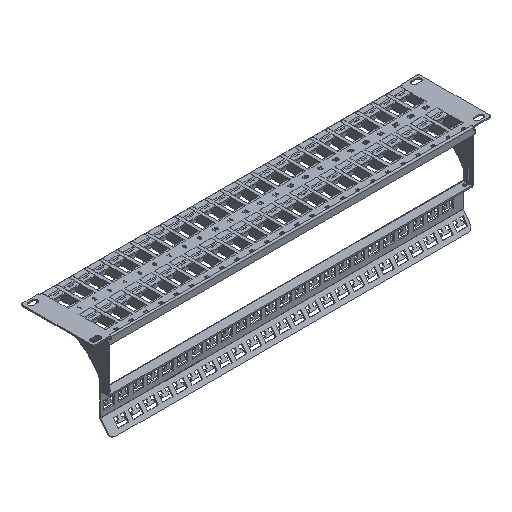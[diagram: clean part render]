
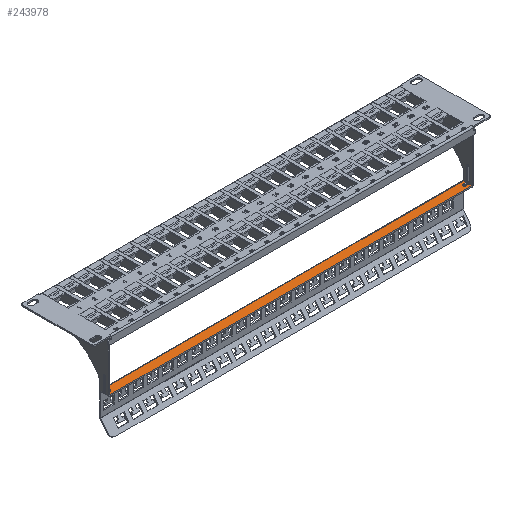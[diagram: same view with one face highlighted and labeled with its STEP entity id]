
A CAD part, isometric view. The second image highlights one B-rep face of the part: STEP entity #243978.
In plain terms, the highlighted face is planar.
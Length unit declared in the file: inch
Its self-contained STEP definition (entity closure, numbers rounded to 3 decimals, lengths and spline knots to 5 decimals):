
#99 = CARTESIAN_POINT ( 'NONE',  ( -8.64, -0.2094, 0. ) ) ;
#1139 = EDGE_CURVE ( 'NONE', #83277, #23736, #214897, .T. ) ;
#4213 = ORIENTED_EDGE ( 'NONE', *, *, #143230, .F. ) ;
#4767 = VERTEX_POINT ( 'NONE', #159861 ) ;
#10615 = FACE_OUTER_BOUND ( 'NONE', #62861, .T. ) ;
#11346 = DIRECTION ( 'NONE',  ( 0., 1., 0. ) ) ;
#11562 = LINE ( 'NONE', #118324, #21228 ) ;
#11987 = EDGE_CURVE ( 'NONE', #269271, #46189, #26290, .T. ) ;
#12053 = DIRECTION ( 'NONE',  ( -1., 0., 0. ) ) ;
#14862 = LINE ( 'NONE', #118610, #31019 ) ;
#20696 = CARTESIAN_POINT ( 'NONE',  ( 8.4905, -0.3404, 0. ) ) ;
#21228 = VECTOR ( 'NONE', #135729, 39.37008 ) ;
#23248 = CARTESIAN_POINT ( 'NONE',  ( 8.65, -0.48, 0. ) ) ;
#23302 = VERTEX_POINT ( 'NONE', #20696 ) ;
#23416 = VECTOR ( 'NONE', #190503, 39.37008 ) ;
#23736 = VERTEX_POINT ( 'NONE', #267790 ) ;
#26290 = LINE ( 'NONE', #32913, #166131 ) ;
#30383 = CARTESIAN_POINT ( 'NONE',  ( 8.64, -0.48, 0. ) ) ;
#31019 = VECTOR ( 'NONE', #136041, 39.37008 ) ;
#32913 = CARTESIAN_POINT ( 'NONE',  ( -8.4625, -0.3404, 0. ) ) ;
#33176 = DIRECTION ( 'NONE',  ( 1., 0., 0. ) ) ;
#36513 = CARTESIAN_POINT ( 'NONE',  ( 8.4905, -0.2844, 0. ) ) ;
#36541 = LINE ( 'NONE', #102050, #267513 ) ;
#37322 = AXIS2_PLACEMENT_3D ( 'NONE', #227127, #245395, #140723 ) ;
#40758 = VERTEX_POINT ( 'NONE', #235039 ) ;
#43597 = DIRECTION ( 'NONE',  ( -1., 0., 0. ) ) ;
#46189 = VERTEX_POINT ( 'NONE', #211222 ) ;
#49912 = CARTESIAN_POINT ( 'NONE',  ( 8.65, -0.48, 0. ) ) ;
#51736 = VERTEX_POINT ( 'NONE', #153075 ) ;
#55575 = AXIS2_PLACEMENT_3D ( 'NONE', #241431, #242310, #33176 ) ;
#56861 = LINE ( 'NONE', #225167, #225974 ) ;
#58264 = VERTEX_POINT ( 'NONE', #204289 ) ;
#58724 = EDGE_CURVE ( 'NONE', #40758, #63991, #183287, .T. ) ;
#60001 = AXIS2_PLACEMENT_3D ( 'NONE', #36513, #120914, #140979 ) ;
#62861 = EDGE_LOOP ( 'NONE', ( #216464, #68903, #178453, #127634, #264268, #181994, #4213, #109942, #132266, #217459, #117163, #252069, #113762, #235771, #203652, #90347 ) ) ;
#63818 = EDGE_CURVE ( 'NONE', #40758, #46189, #243844, .T. ) ;
#63991 = VERTEX_POINT ( 'NONE', #125135 ) ;
#68903 = ORIENTED_EDGE ( 'NONE', *, *, #190448, .T. ) ;
#74712 = CARTESIAN_POINT ( 'NONE',  ( 8.65, -0.2094, 0. ) ) ;
#76413 = DIRECTION ( 'NONE',  ( 1., 0., 0. ) ) ;
#78450 = DIRECTION ( 'NONE',  ( -1., 0., 0. ) ) ;
#83277 = VERTEX_POINT ( 'NONE', #260403 ) ;
#83409 = VERTEX_POINT ( 'NONE', #95663 ) ;
#86815 = CARTESIAN_POINT ( 'NONE',  ( 8.4345, -0.3124, 0. ) ) ;
#90347 = ORIENTED_EDGE ( 'NONE', *, *, #58724, .T. ) ;
#91184 = VECTOR ( 'NONE', #177605, 39.37008 ) ;
#91607 = PLANE ( 'NONE',  #163447 ) ;
#95663 = CARTESIAN_POINT ( 'NONE',  ( 8.64, -0.48, 0. ) ) ;
#102050 = CARTESIAN_POINT ( 'NONE',  ( 8.65, -0.0698, 0. ) ) ;
#108000 = DIRECTION ( 'NONE',  ( 1., 0., 0. ) ) ;
#109942 = ORIENTED_EDGE ( 'NONE', *, *, #163108, .T. ) ;
#110154 = CIRCLE ( 'NONE', #60001, 0.056 ) ;
#111001 = LINE ( 'NONE', #74712, #130555 ) ;
#113762 = ORIENTED_EDGE ( 'NONE', *, *, #158792, .F. ) ;
#114660 = DIRECTION ( 'NONE',  ( 1., 0., 0. ) ) ;
#116707 = LINE ( 'NONE', #23248, #256721 ) ;
#117163 = ORIENTED_EDGE ( 'NONE', *, *, #135782, .F. ) ;
#118324 = CARTESIAN_POINT ( 'NONE',  ( 8.64, -0.48, 0. ) ) ;
#118610 = CARTESIAN_POINT ( 'NONE',  ( -8.64, -0.0698, 0. ) ) ;
#118991 = CARTESIAN_POINT ( 'NONE',  ( -8.4905, -0.2654, 0. ) ) ;
#120914 = DIRECTION ( 'NONE',  ( 0., 0., -1. ) ) ;
#125135 = CARTESIAN_POINT ( 'NONE',  ( -8.4345, -0.2654, 0. ) ) ;
#127634 = ORIENTED_EDGE ( 'NONE', *, *, #182858, .F. ) ;
#130050 = VERTEX_POINT ( 'NONE', #268107 ) ;
#130555 = VECTOR ( 'NONE', #12053, 39.37008 ) ;
#132266 = ORIENTED_EDGE ( 'NONE', *, *, #138869, .F. ) ;
#135729 = DIRECTION ( 'NONE',  ( 0., 1., 0. ) ) ;
#135782 = EDGE_CURVE ( 'NONE', #83409, #231085, #11562, .T. ) ;
#136041 = DIRECTION ( 'NONE',  ( 0., -1., 0. ) ) ;
#138869 = EDGE_CURVE ( 'NONE', #23302, #228376, #110154, .T. ) ;
#140723 = DIRECTION ( 'NONE',  ( 1., 0., 0. ) ) ;
#140979 = DIRECTION ( 'NONE',  ( 1., 0., 0. ) ) ;
#143230 = EDGE_CURVE ( 'NONE', #58264, #130050, #252121, .T. ) ;
#149526 = CARTESIAN_POINT ( 'NONE',  ( 8.64, -0.3404, 0. ) ) ;
#149569 = CARTESIAN_POINT ( 'NONE',  ( 8.65, -0.3404, 0. ) ) ;
#153075 = CARTESIAN_POINT ( 'NONE',  ( -8.64, -0.48, 0. ) ) ;
#158792 = EDGE_CURVE ( 'NONE', #269271, #51736, #56861, .T. ) ;
#159861 = CARTESIAN_POINT ( 'NONE',  ( -8.4905, -0.2094, 0. ) ) ;
#163108 = EDGE_CURVE ( 'NONE', #58264, #228376, #201991, .T. ) ;
#163447 = AXIS2_PLACEMENT_3D ( 'NONE', #49912, #235367, #108000 ) ;
#166131 = VECTOR ( 'NONE', #114660, 39.37008 ) ;
#168076 = VERTEX_POINT ( 'NONE', #220404 ) ;
#177605 = DIRECTION ( 'NONE',  ( 0., 1., 0. ) ) ;
#178331 = EDGE_CURVE ( 'NONE', #4767, #63991, #226933, .T. ) ;
#178453 = ORIENTED_EDGE ( 'NONE', *, *, #202182, .F. ) ;
#180024 = DIRECTION ( 'NONE',  ( 0., 0., -1. ) ) ;
#181994 = ORIENTED_EDGE ( 'NONE', *, *, #195359, .T. ) ;
#182233 = CARTESIAN_POINT ( 'NONE',  ( 8.4345, -0.2844, 0. ) ) ;
#182858 = EDGE_CURVE ( 'NONE', #23736, #168076, #36541, .T. ) ;
#183287 = LINE ( 'NONE', #259594, #238678 ) ;
#184399 = CARTESIAN_POINT ( 'NONE',  ( -8.64, -0.3404, 0. ) ) ;
#185871 = VECTOR ( 'NONE', #191389, 39.37008 ) ;
#189307 = LINE ( 'NONE', #149569, #23416 ) ;
#190448 = EDGE_CURVE ( 'NONE', #4767, #222213, #243843, .T. ) ;
#190503 = DIRECTION ( 'NONE',  ( 1., 0., 0. ) ) ;
#191389 = DIRECTION ( 'NONE',  ( 0., -1., 0. ) ) ;
#195359 = EDGE_CURVE ( 'NONE', #83277, #130050, #111001, .T. ) ;
#200477 = EDGE_CURVE ( 'NONE', #83409, #51736, #116707, .T. ) ;
#201991 = LINE ( 'NONE', #86815, #185871 ) ;
#202182 = EDGE_CURVE ( 'NONE', #168076, #222213, #14862, .T. ) ;
#203652 = ORIENTED_EDGE ( 'NONE', *, *, #63818, .F. ) ;
#204197 = AXIS2_PLACEMENT_3D ( 'NONE', #118991, #180024, #76413 ) ;
#204289 = CARTESIAN_POINT ( 'NONE',  ( 8.4345, -0.2654, 0. ) ) ;
#209638 = DIRECTION ( 'NONE',  ( -1., 0., 0. ) ) ;
#211222 = CARTESIAN_POINT ( 'NONE',  ( -8.4905, -0.3404, 0. ) ) ;
#214897 = LINE ( 'NONE', #30383, #91184 ) ;
#216464 = ORIENTED_EDGE ( 'NONE', *, *, #178331, .F. ) ;
#217459 = ORIENTED_EDGE ( 'NONE', *, *, #233603, .T. ) ;
#220404 = CARTESIAN_POINT ( 'NONE',  ( -8.64, -0.0698, 0. ) ) ;
#222213 = VERTEX_POINT ( 'NONE', #246493 ) ;
#225167 = CARTESIAN_POINT ( 'NONE',  ( -8.64, -0.0698, 0. ) ) ;
#225974 = VECTOR ( 'NONE', #246127, 39.37008 ) ;
#226933 = CIRCLE ( 'NONE', #204197, 0.056 ) ;
#227127 = CARTESIAN_POINT ( 'NONE',  ( -8.4905, -0.2844, 0. ) ) ;
#228376 = VERTEX_POINT ( 'NONE', #182233 ) ;
#231085 = VERTEX_POINT ( 'NONE', #149526 ) ;
#233603 = EDGE_CURVE ( 'NONE', #23302, #231085, #189307, .T. ) ;
#234111 = VECTOR ( 'NONE', #43597, 39.37008 ) ;
#235039 = CARTESIAN_POINT ( 'NONE',  ( -8.4345, -0.2844, 0. ) ) ;
#235367 = DIRECTION ( 'NONE',  ( 0., 0., 1. ) ) ;
#235771 = ORIENTED_EDGE ( 'NONE', *, *, #11987, .T. ) ;
#238678 = VECTOR ( 'NONE', #11346, 39.37008 ) ;
#241431 = CARTESIAN_POINT ( 'NONE',  ( 8.4905, -0.2654, 0. ) ) ;
#242310 = DIRECTION ( 'NONE',  ( 0., 0., -1. ) ) ;
#243844 = CIRCLE ( 'NONE', #37322, 0.056 ) ;
#243843 = LINE ( 'NONE', #99, #234111 ) ;
#243978 = ADVANCED_FACE ( 'NONE', ( #10615 ), #91607, .F. ) ;
#245395 = DIRECTION ( 'NONE',  ( 0., 0., -1. ) ) ;
#246127 = DIRECTION ( 'NONE',  ( 0., -1., 0. ) ) ;
#246493 = CARTESIAN_POINT ( 'NONE',  ( -8.64, -0.2094, 0. ) ) ;
#252069 = ORIENTED_EDGE ( 'NONE', *, *, #200477, .T. ) ;
#252121 = CIRCLE ( 'NONE', #55575, 0.056 ) ;
#256721 = VECTOR ( 'NONE', #209638, 39.37008 ) ;
#259594 = CARTESIAN_POINT ( 'NONE',  ( -8.4345, -0.48, 0. ) ) ;
#260403 = CARTESIAN_POINT ( 'NONE',  ( 8.64, -0.2094, 0. ) ) ;
#264268 = ORIENTED_EDGE ( 'NONE', *, *, #1139, .F. ) ;
#267513 = VECTOR ( 'NONE', #78450, 39.37008 ) ;
#267790 = CARTESIAN_POINT ( 'NONE',  ( 8.64, -0.0698, 0. ) ) ;
#268107 = CARTESIAN_POINT ( 'NONE',  ( 8.4905, -0.2094, 0. ) ) ;
#269271 = VERTEX_POINT ( 'NONE', #184399 ) ;
